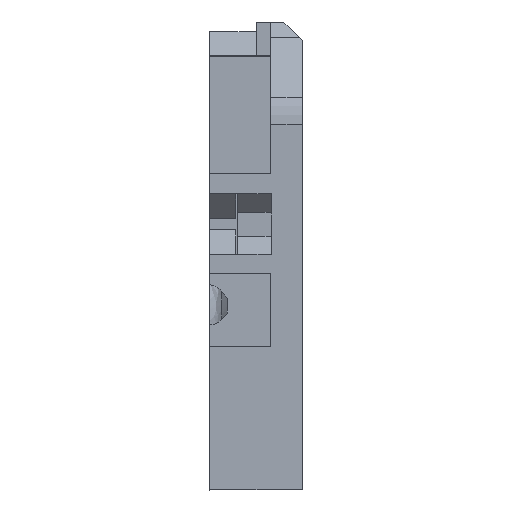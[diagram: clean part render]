
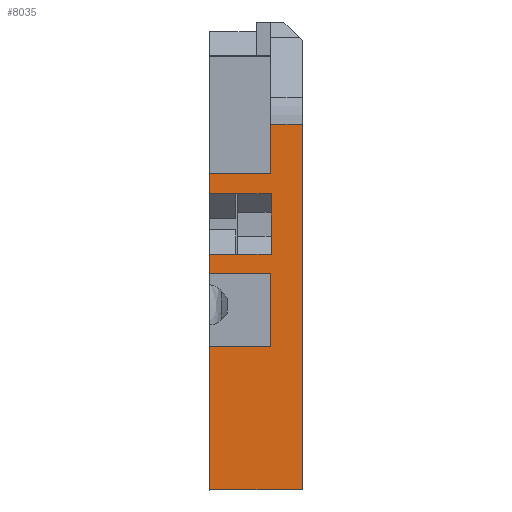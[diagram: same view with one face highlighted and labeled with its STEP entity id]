
A CAD part, top view. The second image highlights one B-rep face of the part: STEP entity #8035.
In plain terms, the highlighted planar face has unit normal (0, 0, 1).
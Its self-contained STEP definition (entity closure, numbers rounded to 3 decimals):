
#142=LINE('',#11374,#1151);
#148=LINE('',#11400,#1157);
#149=LINE('',#11402,#1158);
#150=LINE('',#11404,#1159);
#151=LINE('',#11406,#1160);
#152=LINE('',#11408,#1161);
#153=LINE('',#11410,#1162);
#154=LINE('',#11412,#1163);
#155=LINE('',#11414,#1164);
#156=LINE('',#11416,#1165);
#157=LINE('',#11418,#1166);
#158=LINE('',#11420,#1167);
#159=LINE('',#11422,#1168);
#160=LINE('',#11423,#1169);
#1151=VECTOR('',#9138,10.);
#1157=VECTOR('',#9160,10.);
#1158=VECTOR('',#9161,10.);
#1159=VECTOR('',#9162,10.);
#1160=VECTOR('',#9163,10.);
#1161=VECTOR('',#9164,10.);
#1162=VECTOR('',#9165,10.);
#1163=VECTOR('',#9166,10.);
#1164=VECTOR('',#9167,10.);
#1165=VECTOR('',#9168,10.);
#1166=VECTOR('',#9169,10.);
#1167=VECTOR('',#9170,10.);
#1168=VECTOR('',#9171,10.);
#1169=VECTOR('',#9172,10.);
#2158=PLANE('',#8527);
#2541=FACE_OUTER_BOUND('',#2999,.T.);
#2999=EDGE_LOOP('',(#5661,#5662,#5663,#5664,#5665,#5666,#5667,#5668,#5669,
#5670,#5671,#5672,#5673,#5674));
#3656=VERTEX_POINT('',#11371);
#3657=VERTEX_POINT('',#11373);
#3669=VERTEX_POINT('',#11399);
#3670=VERTEX_POINT('',#11401);
#3671=VERTEX_POINT('',#11403);
#3672=VERTEX_POINT('',#11405);
#3673=VERTEX_POINT('',#11407);
#3674=VERTEX_POINT('',#11409);
#3675=VERTEX_POINT('',#11411);
#3676=VERTEX_POINT('',#11413);
#3677=VERTEX_POINT('',#11415);
#3678=VERTEX_POINT('',#11417);
#3679=VERTEX_POINT('',#11419);
#3680=VERTEX_POINT('',#11421);
#4444=EDGE_CURVE('',#3656,#3657,#142,.T.);
#4457=EDGE_CURVE('',#3657,#3669,#148,.T.);
#4458=EDGE_CURVE('',#3656,#3670,#149,.T.);
#4459=EDGE_CURVE('',#3671,#3670,#150,.T.);
#4460=EDGE_CURVE('',#3671,#3672,#151,.T.);
#4461=EDGE_CURVE('',#3673,#3672,#152,.T.);
#4462=EDGE_CURVE('',#3674,#3673,#153,.T.);
#4463=EDGE_CURVE('',#3674,#3675,#154,.T.);
#4464=EDGE_CURVE('',#3675,#3676,#155,.T.);
#4465=EDGE_CURVE('',#3676,#3677,#156,.T.);
#4466=EDGE_CURVE('',#3678,#3677,#157,.T.);
#4467=EDGE_CURVE('',#3678,#3679,#158,.T.);
#4468=EDGE_CURVE('',#3680,#3679,#159,.T.);
#4469=EDGE_CURVE('',#3669,#3680,#160,.T.);
#5661=ORIENTED_EDGE('',*,*,#4457,.F.);
#5662=ORIENTED_EDGE('',*,*,#4444,.F.);
#5663=ORIENTED_EDGE('',*,*,#4458,.T.);
#5664=ORIENTED_EDGE('',*,*,#4459,.F.);
#5665=ORIENTED_EDGE('',*,*,#4460,.T.);
#5666=ORIENTED_EDGE('',*,*,#4461,.F.);
#5667=ORIENTED_EDGE('',*,*,#4462,.F.);
#5668=ORIENTED_EDGE('',*,*,#4463,.T.);
#5669=ORIENTED_EDGE('',*,*,#4464,.T.);
#5670=ORIENTED_EDGE('',*,*,#4465,.T.);
#5671=ORIENTED_EDGE('',*,*,#4466,.F.);
#5672=ORIENTED_EDGE('',*,*,#4467,.T.);
#5673=ORIENTED_EDGE('',*,*,#4468,.F.);
#5674=ORIENTED_EDGE('',*,*,#4469,.F.);
#8035=ADVANCED_FACE('',(#2541),#2158,.F.);
#8527=AXIS2_PLACEMENT_3D('',#11398,#9158,#9159);
#9138=DIRECTION('',(0.,-1.,0.));
#9158=DIRECTION('center_axis',(0.,0.,-1.));
#9159=DIRECTION('ref_axis',(0.,-1.,0.));
#9160=DIRECTION('',(-1.,0.,0.));
#9161=DIRECTION('',(-1.,0.,0.));
#9162=DIRECTION('',(0.,1.,0.));
#9163=DIRECTION('',(-1.,0.,0.));
#9164=DIRECTION('',(0.,1.,0.));
#9165=DIRECTION('',(-1.,0.,0.));
#9166=DIRECTION('',(0.,-1.,0.));
#9167=DIRECTION('',(-1.,0.,0.));
#9168=DIRECTION('',(0.,-1.,0.));
#9169=DIRECTION('',(-1.,0.,0.));
#9170=DIRECTION('',(0.,-1.,0.));
#9171=DIRECTION('',(1.,0.,0.));
#9172=DIRECTION('',(0.,1.,0.));
#11371=CARTESIAN_POINT('',(17.5,-40.75,9.17));
#11373=CARTESIAN_POINT('',(17.5,-109.702,9.17));
#11374=CARTESIAN_POINT('',(17.5,-54.38,9.17));
#11398=CARTESIAN_POINT('Origin',(13.5,-42.954,9.17));
#11399=CARTESIAN_POINT('',(0.,-109.702,9.17));
#11400=CARTESIAN_POINT('',(10.875,-109.702,9.17));
#11401=CARTESIAN_POINT('',(11.5,-40.75,9.17));
#11402=CARTESIAN_POINT('',(12.5,-40.75,9.17));
#11403=CARTESIAN_POINT('',(11.5,-50.,9.17));
#11404=CARTESIAN_POINT('',(11.5,-38.214,9.17));
#11405=CARTESIAN_POINT('',(0.,-50.,9.17));
#11406=CARTESIAN_POINT('',(0.75,-50.,9.17));
#11407=CARTESIAN_POINT('',(0.,-53.9,9.17));
#11408=CARTESIAN_POINT('',(0.,-53.683,9.17));
#11409=CARTESIAN_POINT('',(11.6,-53.9,9.17));
#11410=CARTESIAN_POINT('',(1.,-53.9,9.17));
#11411=CARTESIAN_POINT('',(11.6,-65.302,9.17));
#11412=CARTESIAN_POINT('',(11.6,-52.778,9.17));
#11413=CARTESIAN_POINT('',(0.,-65.302,9.17));
#11414=CARTESIAN_POINT('',(0.,-65.302,9.17));
#11415=CARTESIAN_POINT('',(0.,-68.902,9.17));
#11416=CARTESIAN_POINT('',(0.,-55.591,9.17));
#11417=CARTESIAN_POINT('',(11.5,-68.902,9.17));
#11418=CARTESIAN_POINT('',(11.45,-68.902,9.17));
#11419=CARTESIAN_POINT('',(11.5,-82.702,9.17));
#11420=CARTESIAN_POINT('',(11.5,-55.978,9.17));
#11421=CARTESIAN_POINT('',(0.,-82.702,9.17));
#11422=CARTESIAN_POINT('',(11.45,-82.702,9.17));
#11423=CARTESIAN_POINT('',(0.,-82.733,9.17));
